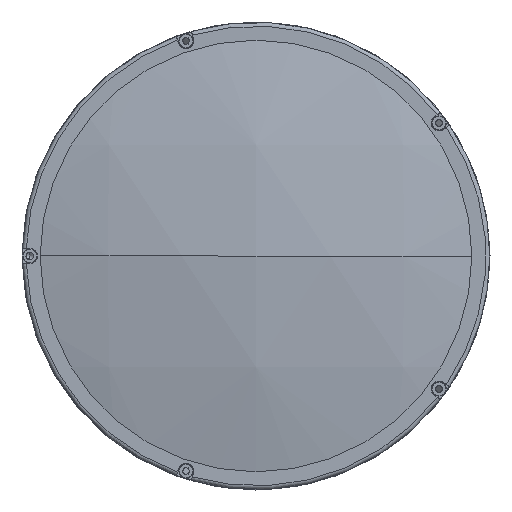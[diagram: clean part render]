
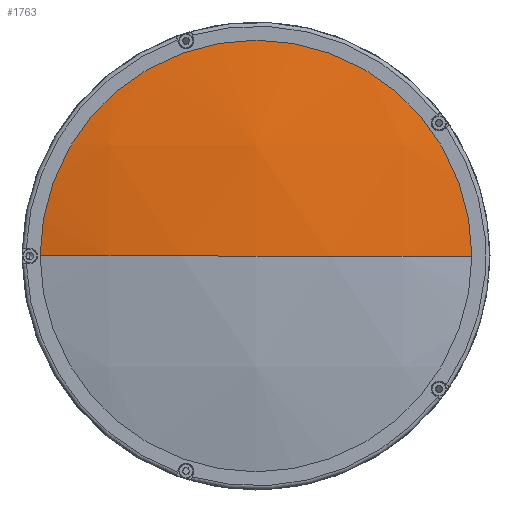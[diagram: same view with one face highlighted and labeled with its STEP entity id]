
A CAD part, left-side view. The second image highlights one B-rep face of the part: STEP entity #1763.
In plain terms, the highlighted spherical face has radius 384 mm.
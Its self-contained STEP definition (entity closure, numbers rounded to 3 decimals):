
#76 = DIRECTION ( 'NONE',  ( 0., 0., 1. ) ) ;
#387 = CARTESIAN_POINT ( 'NONE',  ( 17.59, 0., 0. ) ) ;
#503 = DIRECTION ( 'NONE',  ( 0., 0., -1. ) ) ;
#515 = SPHERICAL_SURFACE ( 'NONE', #1915, 384. ) ;
#660 = CIRCLE ( 'NONE', #6088, 384. ) ;
#842 = VERTEX_POINT ( 'NONE', #2658 ) ;
#861 = ORIENTED_EDGE ( 'NONE', *, *, #5649, .T. ) ;
#1138 = DIRECTION ( 'NONE',  ( 0., 1., 0. ) ) ;
#1373 = EDGE_CURVE ( 'NONE', #3614, #842, #5191, .T. ) ;
#1438 = DIRECTION ( 'NONE',  ( -1., 0., 0. ) ) ;
#1520 = AXIS2_PLACEMENT_3D ( 'NONE', #5825, #1438, #503 ) ;
#1763 = ADVANCED_FACE ( 'NONE', ( #5480 ), #515, .T. ) ;
#1915 = AXIS2_PLACEMENT_3D ( 'NONE', #2966, #76, #3969 ) ;
#2008 = EDGE_CURVE ( 'NONE', #3614, #2321, #3763, .T. ) ;
#2321 = VERTEX_POINT ( 'NONE', #4221 ) ;
#2333 = DIRECTION ( 'NONE',  ( 0., 0., 1. ) ) ;
#2658 = CARTESIAN_POINT ( 'NONE',  ( -366.41, 0., 0. ) ) ;
#2966 = CARTESIAN_POINT ( 'NONE',  ( 17.59, 0., 0. ) ) ;
#3027 = AXIS2_PLACEMENT_3D ( 'NONE', #5535, #5664, #1138 ) ;
#3614 = VERTEX_POINT ( 'NONE', #5688 ) ;
#3763 = CIRCLE ( 'NONE', #1520, 85. ) ;
#3773 = ORIENTED_EDGE ( 'NONE', *, *, #2008, .T. ) ;
#3969 = DIRECTION ( 'NONE',  ( 0., -1., 0. ) ) ;
#4111 = EDGE_LOOP ( 'NONE', ( #3773, #861, #4575 ) ) ;
#4221 = CARTESIAN_POINT ( 'NONE',  ( -356.884, 85., 0. ) ) ;
#4299 = DIRECTION ( 'NONE',  ( 0., -1., 0. ) ) ;
#4575 = ORIENTED_EDGE ( 'NONE', *, *, #1373, .F. ) ;
#5191 = CIRCLE ( 'NONE', #3027, 384. ) ;
#5480 = FACE_OUTER_BOUND ( 'NONE', #4111, .T. ) ;
#5535 = CARTESIAN_POINT ( 'NONE',  ( 17.59, 0., 0. ) ) ;
#5649 = EDGE_CURVE ( 'NONE', #2321, #842, #660, .T. ) ;
#5664 = DIRECTION ( 'NONE',  ( 0., 0., -1. ) ) ;
#5688 = CARTESIAN_POINT ( 'NONE',  ( -356.884, -85., 0. ) ) ;
#5825 = CARTESIAN_POINT ( 'NONE',  ( -356.884, 0., 0. ) ) ;
#6088 = AXIS2_PLACEMENT_3D ( 'NONE', #387, #2333, #4299 ) ;
